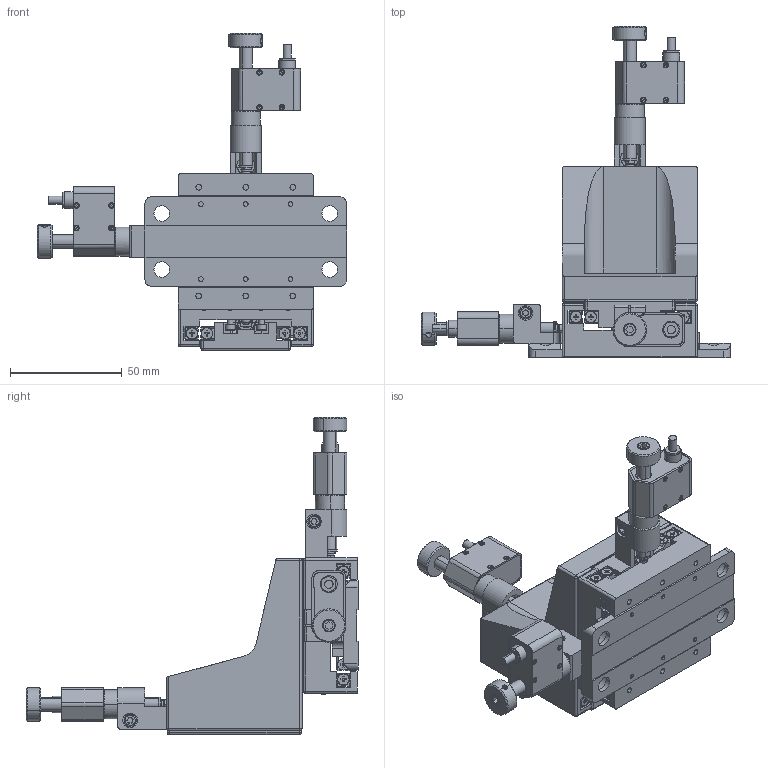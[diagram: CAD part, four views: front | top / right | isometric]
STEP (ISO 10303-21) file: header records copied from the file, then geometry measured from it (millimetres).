
FILE_DESCRIPTION (( 'STEP AP203' ), '1' );
FILE_NAME ('08PLC3-0.5M.STEP', '2025-01-10T02:35:05', ( '' ), ( '' ), 'SwSTEP 2.0', 'SolidWorks 2024', '' );
FILE_SCHEMA (( 'CONFIG_CONTROL_DESIGN' ));
Products named in the file (1): 08PLC3-0.5M
Bounding box: 138.02 x 148.27 x 141.72 mm (x, y, z)
Surface area: 94902.4 mm2 (no closed solid volume)
Topology: 0 solids, 139 shells, 1547 faces, 5522 edges, 3888 vertices
Faces by surface type: plane 897, cylinder 383, cone 220, torus 28, sphere 16, bspline 3
Entity records: 64967 total; most frequent: CARTESIAN_POINT 20196, ORIENTED_EDGE 8640, DIRECTION 8574, EDGE_CURVE 5500, VERTEX_POINT 3888, AXIS2_PLACEMENT_3D 2875, VECTOR 2824, LINE 2824
